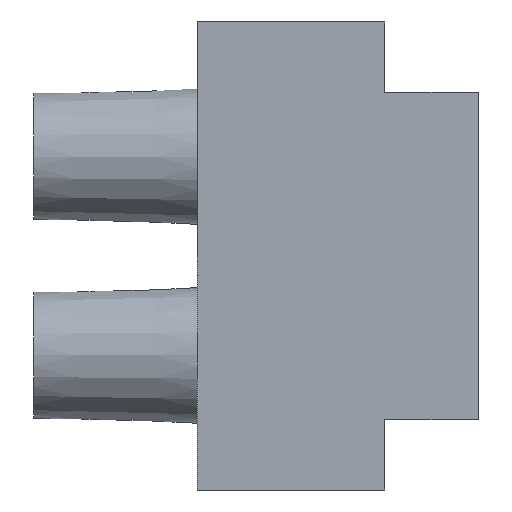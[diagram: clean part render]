
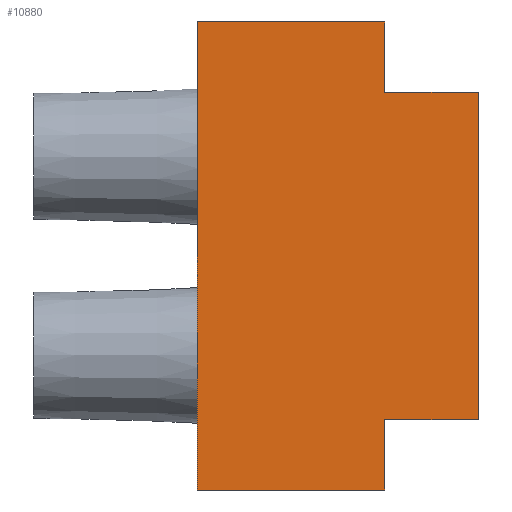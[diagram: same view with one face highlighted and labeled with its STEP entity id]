
A CAD part, left-side view. The second image highlights one B-rep face of the part: STEP entity #10880.
In plain terms, the highlighted planar face has unit normal (-1, 0, 0).
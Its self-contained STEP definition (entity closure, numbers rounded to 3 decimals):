
#4897=CARTESIAN_POINT('',(0.0,-4.0,17.0));
#4898=VERTEX_POINT('',#4897);
#4915=CARTESIAN_POINT('',(0.0,0.0,17.0));
#4916=VERTEX_POINT('',#4915);
#4923=CARTESIAN_POINT('',(0.0,0.0,17.0));
#4924=DIRECTION('',(0.0,-1.0,0.0));
#4925=VECTOR('',#4924,4.0);
#4926=LINE('',#4923,#4925);
#4927=EDGE_CURVE('',#4916,#4898,#4926,.T.);
#4968=CARTESIAN_POINT('',(0.0,-4.0,3.0));
#4969=VERTEX_POINT('',#4968);
#4976=CARTESIAN_POINT('',(0.0,0.0,3.0));
#4977=VERTEX_POINT('',#4976);
#4978=CARTESIAN_POINT('',(0.0,0.0,3.0));
#4979=DIRECTION('',(0.0,-1.0,0.0));
#4980=VECTOR('',#4979,4.0);
#4981=LINE('',#4978,#4980);
#4982=EDGE_CURVE('',#4977,#4969,#4981,.T.);
#5000=CARTESIAN_POINT('',(0.0,-4.0,3.0));
#5001=DIRECTION('',(0.0,0.0,1.0));
#5002=VECTOR('',#5001,14.0);
#5003=LINE('',#5000,#5002);
#5004=EDGE_CURVE('',#4969,#4898,#5003,.T.);
#9827=CARTESIAN_POINT('',(0.,8.,0.0));
#9828=VERTEX_POINT('',#9827);
#9835=CARTESIAN_POINT('',(0.,8.,20.0));
#9836=VERTEX_POINT('',#9835);
#9837=CARTESIAN_POINT('',(0.,8.,0.0));
#9838=DIRECTION('',(0.0,0.0,1.0));
#9839=VECTOR('',#9838,20.0);
#9840=LINE('',#9837,#9839);
#9841=EDGE_CURVE('',#9828,#9836,#9840,.T.);
#10583=CARTESIAN_POINT('',(0.0,0.0,0.0));
#10584=VERTEX_POINT('',#10583);
#10591=CARTESIAN_POINT('',(0.,8.,0.0));
#10592=DIRECTION('',(0.0,-1.0,0.0));
#10593=VECTOR('',#10592,8.);
#10594=LINE('',#10591,#10593);
#10595=EDGE_CURVE('',#9828,#10584,#10594,.T.);
#10848=CARTESIAN_POINT('',(0.0,0.0,0.0));
#10849=DIRECTION('',(-1.0,0.0,0.0));
#10850=DIRECTION('',(0.0,0.0,1.0));
#10851=AXIS2_PLACEMENT_3D('',#10848,#10849,#10850);
#10852=PLANE('',#10851);
#10853=CARTESIAN_POINT('',(0.0,0.0,20.0));
#10854=VERTEX_POINT('',#10853);
#10855=CARTESIAN_POINT('',(0.0,0.0,20.0));
#10856=DIRECTION('',(0.0,1.0,0.0));
#10857=VECTOR('',#10856,8.);
#10858=LINE('',#10855,#10857);
#10859=EDGE_CURVE('',#10854,#9836,#10858,.T.);
#10860=ORIENTED_EDGE('',*,*,#10859,.T.);
#10861=ORIENTED_EDGE('',*,*,#9841,.F.);
#10862=ORIENTED_EDGE('',*,*,#10595,.T.);
#10863=CARTESIAN_POINT('',(0.0,0.0,0.0));
#10864=DIRECTION('',(0.0,0.0,1.0));
#10865=VECTOR('',#10864,3.0);
#10866=LINE('',#10863,#10865);
#10867=EDGE_CURVE('',#10584,#4977,#10866,.T.);
#10868=ORIENTED_EDGE('',*,*,#10867,.T.);
#10869=ORIENTED_EDGE('',*,*,#4982,.T.);
#10870=ORIENTED_EDGE('',*,*,#5004,.T.);
#10871=ORIENTED_EDGE('',*,*,#4927,.F.);
#10872=CARTESIAN_POINT('',(0.0,0.0,17.0));
#10873=DIRECTION('',(0.0,0.0,1.0));
#10874=VECTOR('',#10873,3.0);
#10875=LINE('',#10872,#10874);
#10876=EDGE_CURVE('',#4916,#10854,#10875,.T.);
#10877=ORIENTED_EDGE('',*,*,#10876,.T.);
#10878=EDGE_LOOP('',(#10860,#10861,#10862,#10868,#10869,#10870,#10871,#10877));
#10879=FACE_OUTER_BOUND('',#10878,.T.);
#10880=ADVANCED_FACE('',(#10879),#10852,.T.);
